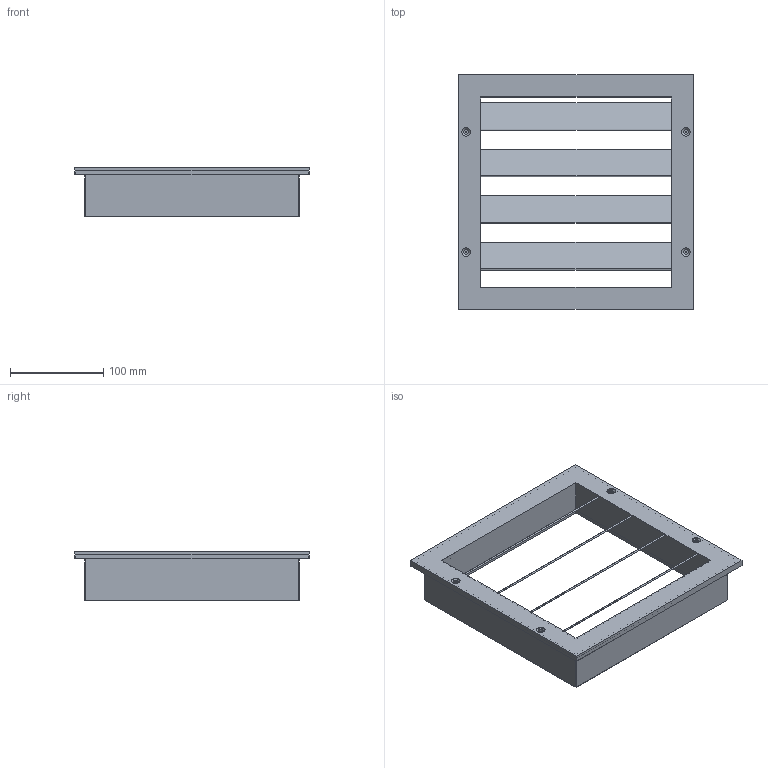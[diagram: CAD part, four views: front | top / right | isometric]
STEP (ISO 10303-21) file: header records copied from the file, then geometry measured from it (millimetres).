
FILE_DESCRIPTION (( 'STEP AP214' ), '1' );
FILE_NAME ('MLA-20.STEP', '2022-10-12T16:39:14', ( '' ), ( '' ), 'SwSTEP 2.0', 'SolidWorks 2021', '' );
FILE_SCHEMA (( 'AUTOMOTIVE_DESIGN' ));
Length unit declared in the file: millimetre
Products named in the file (1): MLA-20
Bounding box: 252 x 252 x 52 mm (x, y, z)
Volume: 174998.8 mm3; surface area: 289356 mm2
Topology: 2 solids, 2 shells, 108 faces, 296 edges, 188 vertices
Faces by surface type: plane 56, cylinder 36, cone 16
Entity records: 3535 total; most frequent: CARTESIAN_POINT 621, DIRECTION 610, ORIENTED_EDGE 592, EDGE_CURVE 296, AXIS2_PLACEMENT_3D 209, VECTOR 192, LINE 192, VERTEX_POINT 188
